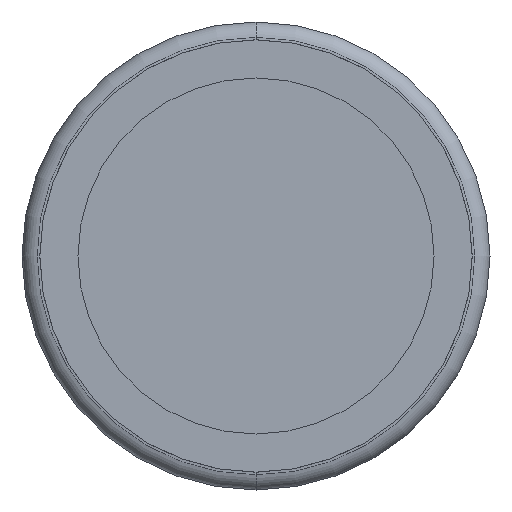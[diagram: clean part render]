
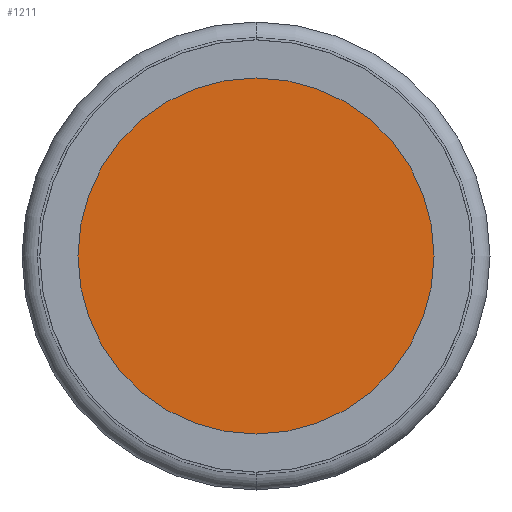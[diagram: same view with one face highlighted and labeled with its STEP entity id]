
A CAD part, front view. The second image highlights one B-rep face of the part: STEP entity #1211.
In plain terms, the highlighted planar face has unit normal (0, -1, 0).
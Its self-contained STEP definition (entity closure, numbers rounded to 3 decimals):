
#39 = EDGE_CURVE ( 'NONE', #1592, #2056, #437, .T. ) ;
#385 = DIRECTION ( 'NONE',  ( 0., 0., -1. ) ) ;
#437 = CIRCLE ( 'NONE', #1161, 8.5 ) ;
#512 = CARTESIAN_POINT ( 'NONE',  ( 0., 0., 0. ) ) ;
#626 = CARTESIAN_POINT ( 'NONE',  ( 0., 0., 0. ) ) ;
#664 = AXIS2_PLACEMENT_3D ( 'NONE', #1638, #899, #3094 ) ;
#715 = CARTESIAN_POINT ( 'NONE',  ( 0., 0., -8.5 ) ) ;
#750 = ORIENTED_EDGE ( 'NONE', *, *, #39, .T. ) ;
#885 = FACE_OUTER_BOUND ( 'NONE', #1422, .T. ) ;
#899 = DIRECTION ( 'NONE',  ( 0., -1., 0. ) ) ;
#1161 = AXIS2_PLACEMENT_3D ( 'NONE', #512, #2469, #1779 ) ;
#1211 = ADVANCED_FACE ( 'NONE', ( #885 ), #2558, .T. ) ;
#1246 = EDGE_CURVE ( 'NONE', #2056, #1592, #3154, .T. ) ;
#1422 = EDGE_LOOP ( 'NONE', ( #2908, #750 ) ) ;
#1592 = VERTEX_POINT ( 'NONE', #2913 ) ;
#1613 = DIRECTION ( 'NONE',  ( 0., -1., 0. ) ) ;
#1638 = CARTESIAN_POINT ( 'NONE',  ( 0., 0., 0. ) ) ;
#1779 = DIRECTION ( 'NONE',  ( 0., 0., -1. ) ) ;
#1797 = AXIS2_PLACEMENT_3D ( 'NONE', #626, #1613, #385 ) ;
#2056 = VERTEX_POINT ( 'NONE', #715 ) ;
#2469 = DIRECTION ( 'NONE',  ( 0., -1., 0. ) ) ;
#2558 = PLANE ( 'NONE',  #664 ) ;
#2908 = ORIENTED_EDGE ( 'NONE', *, *, #1246, .T. ) ;
#2913 = CARTESIAN_POINT ( 'NONE',  ( 0., 0., 8.5 ) ) ;
#3094 = DIRECTION ( 'NONE',  ( 0., 0., -1. ) ) ;
#3154 = CIRCLE ( 'NONE', #1797, 8.5 ) ;
